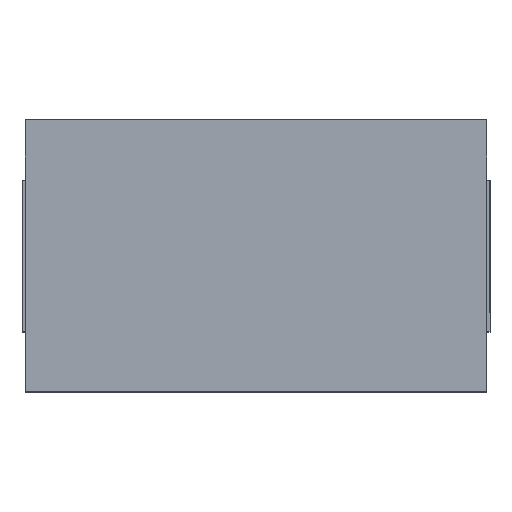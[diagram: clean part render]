
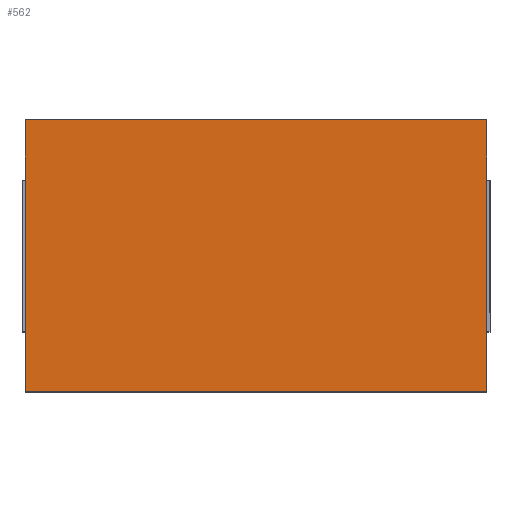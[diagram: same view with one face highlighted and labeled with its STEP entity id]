
A CAD part, top view. The second image highlights one B-rep face of the part: STEP entity #562.
In plain terms, the highlighted planar face has unit normal (0, 0, 1).
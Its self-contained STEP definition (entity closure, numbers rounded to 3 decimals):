
#64=FACE_OUTER_BOUND('',#94,.T.);
#94=EDGE_LOOP('',(#499,#500,#501,#502));
#155=LINE('',#880,#227);
#160=LINE('',#890,#232);
#163=LINE('',#895,#235);
#165=LINE('',#898,#237);
#227=VECTOR('',#719,4.3);
#232=VECTOR('',#726,4.3);
#235=VECTOR('',#731,7.3);
#237=VECTOR('',#735,7.3);
#280=VERTEX_POINT('',#877);
#281=VERTEX_POINT('',#879);
#284=VERTEX_POINT('',#887);
#285=VERTEX_POINT('',#889);
#347=EDGE_CURVE('',#280,#281,#155,.T.);
#352=EDGE_CURVE('',#284,#285,#160,.T.);
#355=EDGE_CURVE('',#285,#280,#163,.T.);
#357=EDGE_CURVE('',#281,#284,#165,.T.);
#499=ORIENTED_EDGE('',*,*,#352,.F.);
#500=ORIENTED_EDGE('',*,*,#357,.F.);
#501=ORIENTED_EDGE('',*,*,#347,.F.);
#502=ORIENTED_EDGE('',*,*,#355,.F.);
#532=PLANE('',#598);
#562=ADVANCED_FACE('',(#64),#532,.T.);
#598=AXIS2_PLACEMENT_3D('',#901,#739,#740);
#719=DIRECTION('',(0.,-1.,0.));
#726=DIRECTION('',(0.,1.,0.));
#731=DIRECTION('',(1.,0.,0.));
#735=DIRECTION('',(-1.,0.,0.));
#739=DIRECTION('center_axis',(0.,0.,1.));
#740=DIRECTION('ref_axis',(1.,0.,0.));
#877=CARTESIAN_POINT('',(8.75,4.721,2.8));
#879=CARTESIAN_POINT('',(8.75,0.421,2.8));
#880=CARTESIAN_POINT('',(8.75,0.421,2.8));
#887=CARTESIAN_POINT('',(1.45,0.421,2.8));
#889=CARTESIAN_POINT('',(1.45,4.721,2.8));
#890=CARTESIAN_POINT('',(1.45,4.721,2.8));
#895=CARTESIAN_POINT('',(8.75,4.721,2.8));
#898=CARTESIAN_POINT('',(1.45,0.421,2.8));
#901=CARTESIAN_POINT('Origin',(5.1,2.571,2.8));
